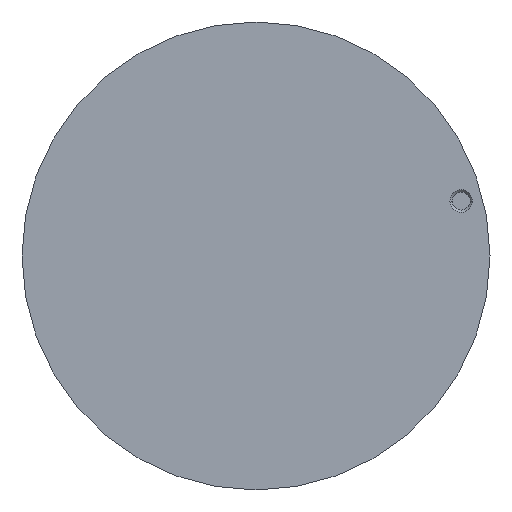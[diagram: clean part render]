
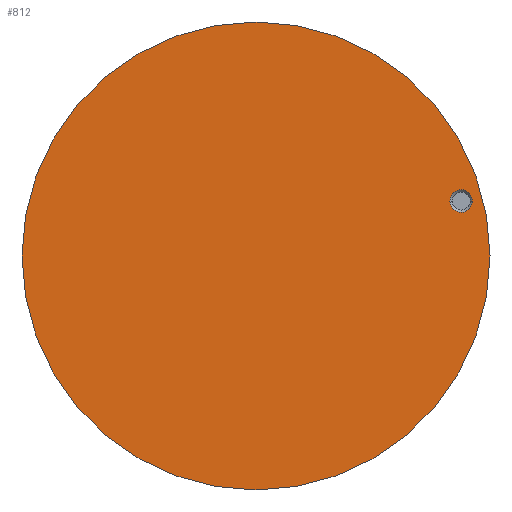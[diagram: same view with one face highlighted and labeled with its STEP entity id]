
A CAD part, left-side view. The second image highlights one B-rep face of the part: STEP entity #812.
In plain terms, the highlighted planar face has unit normal (-1, 0, 0).
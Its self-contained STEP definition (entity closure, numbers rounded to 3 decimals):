
#118 = CIRCLE ( 'NONE', #3649, 32.5 ) ;
#238 = DIRECTION ( 'NONE',  ( -1., 0., 0. ) ) ;
#261 = VERTEX_POINT ( 'NONE', #5627 ) ;
#340 = DIRECTION ( 'NONE',  ( 0., 0., 1. ) ) ;
#423 = EDGE_CURVE ( 'NONE', #1948, #261, #515, .T. ) ;
#515 = CIRCLE ( 'NONE', #5835, 32.5 ) ;
#539 = EDGE_LOOP ( 'NONE', ( #1579, #5663 ) ) ;
#615 = AXIS2_PLACEMENT_3D ( 'NONE', #773, #2618, #340 ) ;
#757 = DIRECTION ( 'NONE',  ( 0., 0., -1. ) ) ;
#773 = CARTESIAN_POINT ( 'NONE',  ( 0., -32.55, -32.55 ) ) ;
#812 = ADVANCED_FACE ( 'NONE', ( #2652, #1229 ), #4451, .T. ) ;
#969 = EDGE_LOOP ( 'NONE', ( #4775, #5705 ) ) ;
#1016 = EDGE_CURVE ( 'NONE', #3361, #1261, #3655, .T. ) ;
#1182 = AXIS2_PLACEMENT_3D ( 'NONE', #3644, #4169, #4628 ) ;
#1229 = FACE_BOUND ( 'NONE', #539, .T. ) ;
#1261 = VERTEX_POINT ( 'NONE', #2430 ) ;
#1579 = ORIENTED_EDGE ( 'NONE', *, *, #1016, .F. ) ;
#1649 = CARTESIAN_POINT ( 'NONE',  ( 0., 0., 0. ) ) ;
#1948 = VERTEX_POINT ( 'NONE', #5461 ) ;
#2076 = DIRECTION ( 'NONE',  ( 0., -0.323, -0.946 ) ) ;
#2430 = CARTESIAN_POINT ( 'NONE',  ( 0., -30.057, 7.635 ) ) ;
#2618 = DIRECTION ( 'NONE',  ( -1., 0., 0. ) ) ;
#2652 = FACE_OUTER_BOUND ( 'NONE', #969, .T. ) ;
#3016 = DIRECTION ( 'NONE',  ( -1., 0., 0. ) ) ;
#3232 = CARTESIAN_POINT ( 'NONE',  ( 0., -26.932, 7.635 ) ) ;
#3361 = VERTEX_POINT ( 'NONE', #3232 ) ;
#3376 = CIRCLE ( 'NONE', #1182, 1.562 ) ;
#3644 = CARTESIAN_POINT ( 'NONE',  ( 0., -28.495, 7.635 ) ) ;
#3649 = AXIS2_PLACEMENT_3D ( 'NONE', #4299, #3804, #4698 ) ;
#3655 = CIRCLE ( 'NONE', #3930, 1.562 ) ;
#3804 = DIRECTION ( 'NONE',  ( 1., 0., 0. ) ) ;
#3930 = AXIS2_PLACEMENT_3D ( 'NONE', #4224, #238, #2076 ) ;
#4169 = DIRECTION ( 'NONE',  ( -1., 0., 0. ) ) ;
#4224 = CARTESIAN_POINT ( 'NONE',  ( 0., -28.495, 7.635 ) ) ;
#4299 = CARTESIAN_POINT ( 'NONE',  ( 0., 0., 0. ) ) ;
#4451 = PLANE ( 'NONE',  #615 ) ;
#4614 = EDGE_CURVE ( 'NONE', #1948, #261, #118, .T. ) ;
#4628 = DIRECTION ( 'NONE',  ( 0., -1., 0. ) ) ;
#4698 = DIRECTION ( 'NONE',  ( 0., 0., -1. ) ) ;
#4775 = ORIENTED_EDGE ( 'NONE', *, *, #423, .T. ) ;
#5275 = EDGE_CURVE ( 'NONE', #1261, #3361, #3376, .T. ) ;
#5461 = CARTESIAN_POINT ( 'NONE',  ( 0., 0., -32.5 ) ) ;
#5627 = CARTESIAN_POINT ( 'NONE',  ( 0., 0., 32.5 ) ) ;
#5663 = ORIENTED_EDGE ( 'NONE', *, *, #5275, .F. ) ;
#5705 = ORIENTED_EDGE ( 'NONE', *, *, #4614, .F. ) ;
#5835 = AXIS2_PLACEMENT_3D ( 'NONE', #1649, #3016, #757 ) ;
